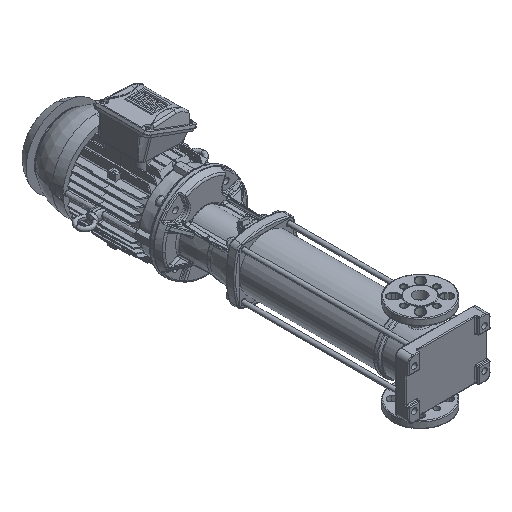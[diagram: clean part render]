
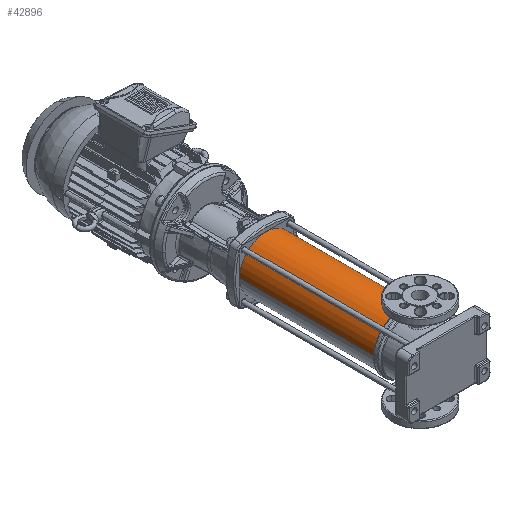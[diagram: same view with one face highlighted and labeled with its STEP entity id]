
A CAD part, isometric view. The second image highlights one B-rep face of the part: STEP entity #42896.
In plain terms, the highlighted cylindrical face has radius 68.75 mm (diameter 137.5 mm), a partial arc.
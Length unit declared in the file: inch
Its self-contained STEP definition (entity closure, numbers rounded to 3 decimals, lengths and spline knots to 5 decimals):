
#7315 = CARTESIAN_POINT ( 'NONE',  ( 0., 1.85827, -2.70669 ) ) ;
#8147 = CARTESIAN_POINT ( 'NONE',  ( 0., 1.54331, 0. ) ) ;
#8252 = DIRECTION ( 'NONE',  ( 0., 0., -1. ) ) ;
#14921 = EDGE_CURVE ( 'NONE', #145162, #110081, #31591, .T. ) ;
#15697 = VERTEX_POINT ( 'NONE', #7315 ) ;
#18707 = ORIENTED_EDGE ( 'NONE', *, *, #33448, .T. ) ;
#19557 = FACE_OUTER_BOUND ( 'NONE', #76796, .T. ) ;
#23028 = DIRECTION ( 'NONE',  ( 0., 1., 0. ) ) ;
#23664 = CARTESIAN_POINT ( 'NONE',  ( 0., 15.5315, 2.70669 ) ) ;
#28285 = ORIENTED_EDGE ( 'NONE', *, *, #76503, .T. ) ;
#31591 = LINE ( 'NONE', #149315, #82217 ) ;
#32447 = DIRECTION ( 'NONE',  ( 0., 0., 1. ) ) ;
#33448 = EDGE_CURVE ( 'NONE', #110081, #125355, #118081, .T. ) ;
#39712 = ORIENTED_EDGE ( 'NONE', *, *, #14921, .T. ) ;
#42896 = ADVANCED_FACE ( 'NONE', ( #19557 ), #147951, .T. ) ;
#46147 = ORIENTED_EDGE ( 'NONE', *, *, #113794, .F. ) ;
#49286 = CARTESIAN_POINT ( 'NONE',  ( 0., 1.85827, 0. ) ) ;
#51573 = CARTESIAN_POINT ( 'NONE',  ( 0., 15.5315, -2.70669 ) ) ;
#62363 = AXIS2_PLACEMENT_3D ( 'NONE', #89518, #65251, #8252 ) ;
#63487 = CARTESIAN_POINT ( 'NONE',  ( 0., 1.85827, 2.70669 ) ) ;
#65251 = DIRECTION ( 'NONE',  ( 0., -1., 0. ) ) ;
#76503 = EDGE_CURVE ( 'NONE', #15697, #145162, #97111, .T. ) ;
#76796 = EDGE_LOOP ( 'NONE', ( #46147, #28285, #39712, #18707 ) ) ;
#80014 = CARTESIAN_POINT ( 'NONE',  ( 0., 1.54331, -2.70669 ) ) ;
#82217 = VECTOR ( 'NONE', #90044, 39.37008 ) ;
#89518 = CARTESIAN_POINT ( 'NONE',  ( 0., 15.5315, 0. ) ) ;
#90044 = DIRECTION ( 'NONE',  ( 0., 1., 0. ) ) ;
#94616 = AXIS2_PLACEMENT_3D ( 'NONE', #49286, #95615, #128346 ) ;
#95615 = DIRECTION ( 'NONE',  ( 0., 1., 0. ) ) ;
#97111 = CIRCLE ( 'NONE', #94616, 2.70669 ) ;
#103580 = LINE ( 'NONE', #80014, #146621 ) ;
#110081 = VERTEX_POINT ( 'NONE', #23664 ) ;
#113794 = EDGE_CURVE ( 'NONE', #15697, #125355, #103580, .T. ) ;
#114480 = DIRECTION ( 'NONE',  ( 0., 1., 0. ) ) ;
#116439 = AXIS2_PLACEMENT_3D ( 'NONE', #8147, #114480, #32447 ) ;
#118081 = CIRCLE ( 'NONE', #62363, 2.70669 ) ;
#125355 = VERTEX_POINT ( 'NONE', #51573 ) ;
#128346 = DIRECTION ( 'NONE',  ( 0., 0., 1. ) ) ;
#145162 = VERTEX_POINT ( 'NONE', #63487 ) ;
#146621 = VECTOR ( 'NONE', #23028, 39.37008 ) ;
#147951 = CYLINDRICAL_SURFACE ( 'NONE', #116439, 2.70669 ) ;
#149315 = CARTESIAN_POINT ( 'NONE',  ( 0., 1.54331, 2.70669 ) ) ;
